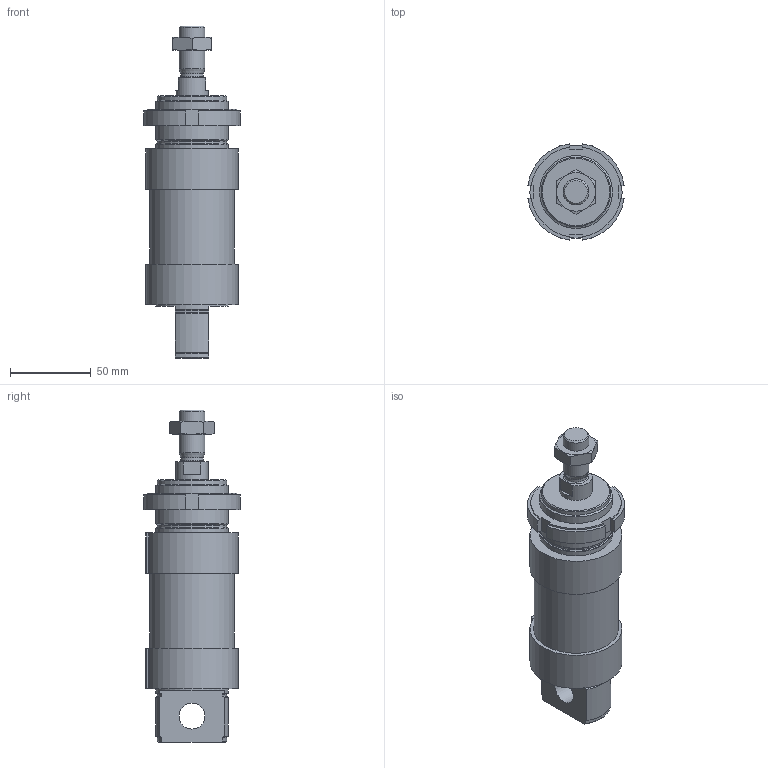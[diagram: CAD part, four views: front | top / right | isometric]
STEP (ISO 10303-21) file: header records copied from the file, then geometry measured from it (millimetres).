
FILE_DESCRIPTION(/* description */ ('STEP AP214'),/* implementation_level */ '2;1');
FILE_NAME(/* name */ '196382_ESNU-50-10-P-A',/* time_stamp */ '2024-08-28T07:54:18+02:00',/* author */ ('License CC BY-ND 4.0'),/* organization */ ('CADENAS'),/* preprocessor_version */ 'ST-DEVELOPER v19.3',/* originating_system */ 'PARTsolutions',/* authorisation */ ' ');
FILE_SCHEMA (('AUTOMOTIVE_DESIGN {1 0 10303 214 3 1 1}'));
Length unit declared in the file: millimetre
Products named in the file (5): 196382 ESNU-50-10-P-A---(0); 196382 ESNU-50-10-P---(A----0-ZR); 3773 M45x1.5; 196382 ESNU-50-10-P---(A---00--0-KS); DIN-439-B - M16x1.5(F)
Assembly tree (4 placements, depth 2):
  196382 ESNU-50-10-P-A---(0)
    196382 ESNU-50-10-P---(A----0-ZR)
    3773 M45x1.5
    196382 ESNU-50-10-P---(A---00--0-KS)
    DIN-439-B - M16x1.5(F)
Bounding box: 59.46 x 59.46 x 205.2 mm (x, y, z)
Volume: 311905.1 mm3; surface area: 65105.9 mm2
Topology: 4 solids, 4 shells, 140 faces, 335 edges, 215 vertices
Faces by surface type: plane 66, cylinder 45, cone 21, torus 8
Full cylindrical faces by diameter (mm): 2.5 x1, 10 x1, 11.445 x2, 13.9 x1, 14.376 x1, 16 x2, 20 x2, 42.8 x2, 43.376 x1, 45 x3, 50 x2, 52.4 x1
Entity records: 4013 total; most frequent: CARTESIAN_POINT 759, DIRECTION 672, ORIENTED_EDGE 584, EDGE_CURVE 292, AXIS2_PLACEMENT_3D 267, VERTEX_POINT 210, EDGE_LOOP 196, FACE_BOUND 196
